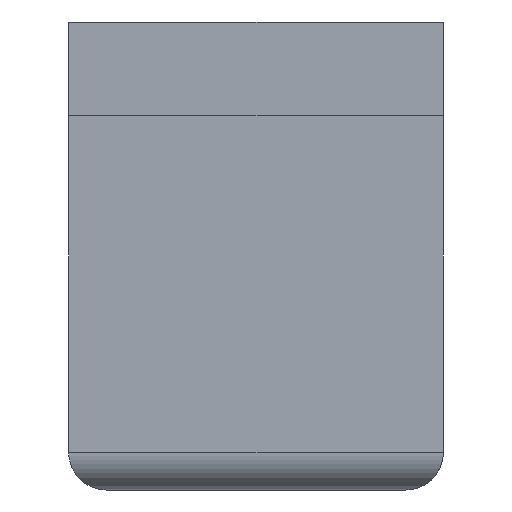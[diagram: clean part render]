
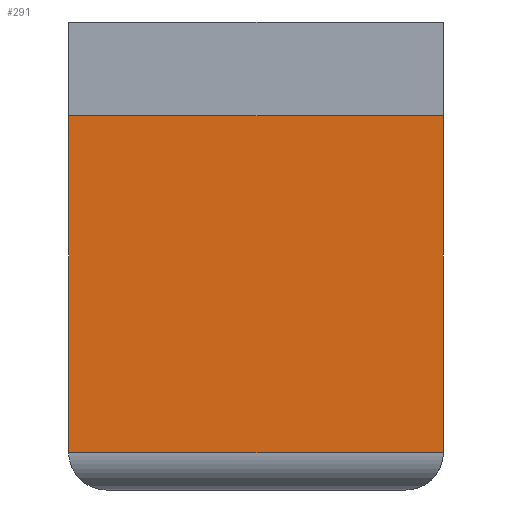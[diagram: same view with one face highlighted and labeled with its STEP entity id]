
A CAD part, left-side view. The second image highlights one B-rep face of the part: STEP entity #291.
In plain terms, the highlighted planar face has unit normal (-1, 0, 0).
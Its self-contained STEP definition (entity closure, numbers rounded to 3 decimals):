
#31=PLANE('',#329);
#47=FACE_OUTER_BOUND('',#67,.T.);
#67=EDGE_LOOP('',(#259,#260,#261,#262));
#77=LINE('',#429,#107);
#87=LINE('',#449,#117);
#90=LINE('',#457,#120);
#102=LINE('',#488,#132);
#107=VECTOR('',#349,10.);
#117=VECTOR('',#365,10.);
#120=VECTOR('',#374,10.);
#132=VECTOR('',#408,10.);
#137=VERTEX_POINT('',#422);
#139=VERTEX_POINT('',#428);
#146=VERTEX_POINT('',#447);
#148=VERTEX_POINT('',#456);
#164=EDGE_CURVE('',#139,#137,#77,.T.);
#175=EDGE_CURVE('',#139,#146,#87,.T.);
#178=EDGE_CURVE('',#148,#146,#90,.T.);
#194=EDGE_CURVE('',#137,#148,#102,.T.);
#259=ORIENTED_EDGE('',*,*,#164,.F.);
#260=ORIENTED_EDGE('',*,*,#175,.T.);
#261=ORIENTED_EDGE('',*,*,#178,.F.);
#262=ORIENTED_EDGE('',*,*,#194,.F.);
#291=ADVANCED_FACE('',(#47),#31,.T.);
#329=AXIS2_PLACEMENT_3D('',#487,#406,#407);
#349=DIRECTION('',(0.,1.,0.));
#365=DIRECTION('',(0.,0.,1.));
#374=DIRECTION('',(0.,-1.,0.));
#406=DIRECTION('center_axis',(-1.,0.,0.));
#407=DIRECTION('ref_axis',(0.,-1.,0.));
#408=DIRECTION('',(0.,0.,1.));
#422=CARTESIAN_POINT('',(-7.,5.,1.));
#428=CARTESIAN_POINT('',(-7.,-5.,1.));
#429=CARTESIAN_POINT('',(-7.,2.5,1.));
#447=CARTESIAN_POINT('',(-7.,-5.,10.));
#449=CARTESIAN_POINT('',(-7.,-5.,0.));
#456=CARTESIAN_POINT('',(-7.,5.,10.));
#457=CARTESIAN_POINT('',(-7.,5.,10.));
#487=CARTESIAN_POINT('Origin',(-7.,5.,0.));
#488=CARTESIAN_POINT('',(-7.,5.,0.));
